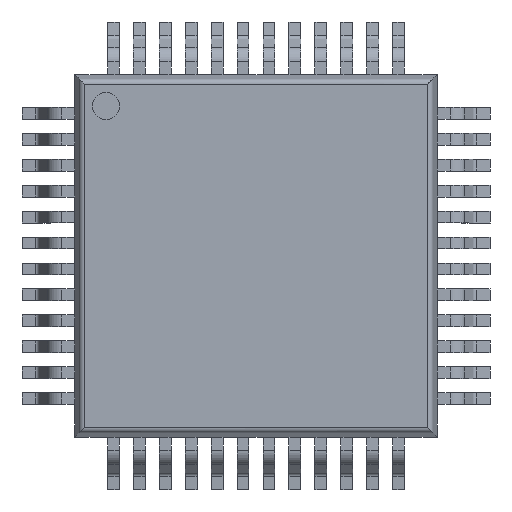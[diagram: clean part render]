
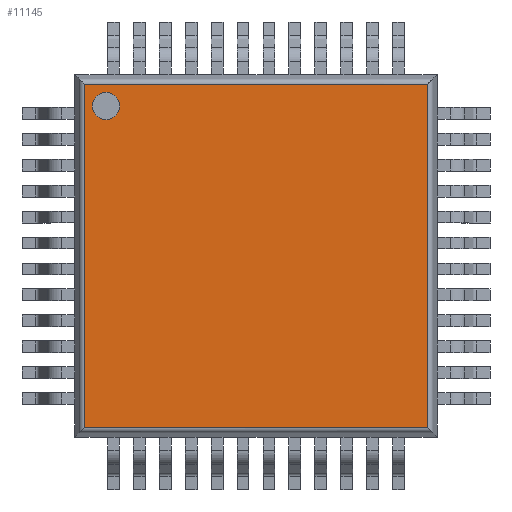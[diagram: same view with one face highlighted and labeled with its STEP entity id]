
A CAD part, top view. The second image highlights one B-rep face of the part: STEP entity #11145.
In plain terms, the highlighted planar face has unit normal (0, 0, 1).
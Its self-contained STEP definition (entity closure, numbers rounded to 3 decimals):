
#492 = CARTESIAN_POINT ( 'NONE',  ( -3.313, 3.313, 1.35 ) ) ;
#885 = VERTEX_POINT ( 'NONE', #492 ) ;
#1007 = EDGE_CURVE ( 'NONE', #2936, #6386, #22092, .T. ) ;
#1103 = AXIS2_PLACEMENT_3D ( 'NONE', #13880, #17509, #15466 ) ;
#2529 = EDGE_LOOP ( 'NONE', ( #17149, #30549 ) ) ;
#2705 = DIRECTION ( 'NONE',  ( -1., 0., 0. ) ) ;
#2936 = VERTEX_POINT ( 'NONE', #15508 ) ;
#3035 = ORIENTED_EDGE ( 'NONE', *, *, #5569, .T. ) ;
#4839 = CARTESIAN_POINT ( 'NONE',  ( 3.394, -3.313, 1.35 ) ) ;
#5479 = VECTOR ( 'NONE', #28104, 1000. ) ;
#5569 = EDGE_CURVE ( 'NONE', #27271, #885, #30643, .T. ) ;
#6115 = DIRECTION ( 'NONE',  ( 0., 0., -1. ) ) ;
#6386 = VERTEX_POINT ( 'NONE', #24094 ) ;
#6872 = CARTESIAN_POINT ( 'NONE',  ( 3.313, 3.313, 1.35 ) ) ;
#7642 = FACE_OUTER_BOUND ( 'NONE', #17870, .T. ) ;
#7954 = CARTESIAN_POINT ( 'NONE',  ( -3.313, -3.394, 1.35 ) ) ;
#8320 = ORIENTED_EDGE ( 'NONE', *, *, #17659, .T. ) ;
#8790 = EDGE_CURVE ( 'NONE', #26069, #21977, #20402, .T. ) ;
#9461 = CARTESIAN_POINT ( 'NONE',  ( 3.313, 3.394, 1.35 ) ) ;
#9738 = AXIS2_PLACEMENT_3D ( 'NONE', #15956, #20605, #24720 ) ;
#10167 = VECTOR ( 'NONE', #10542, 1000. ) ;
#10542 = DIRECTION ( 'NONE',  ( 1., 0., 0. ) ) ;
#11145 = ADVANCED_FACE ( 'NONE', ( #11309, #7642 ), #20168, .F. ) ;
#11309 = FACE_BOUND ( 'NONE', #2529, .T. ) ;
#13812 = CARTESIAN_POINT ( 'NONE',  ( 3.313, -3.313, 1.35 ) ) ;
#13880 = CARTESIAN_POINT ( 'NONE',  ( -2.894, 2.894, 1.35 ) ) ;
#15466 = DIRECTION ( 'NONE',  ( 0., -1., 0. ) ) ;
#15508 = CARTESIAN_POINT ( 'NONE',  ( -2.894, 2.63, 1.35 ) ) ;
#15553 = CIRCLE ( 'NONE', #9738, 0.264 ) ;
#15613 = CARTESIAN_POINT ( 'NONE',  ( -3.313, -3.313, 1.35 ) ) ;
#15956 = CARTESIAN_POINT ( 'NONE',  ( -2.894, 2.894, 1.35 ) ) ;
#16748 = LINE ( 'NONE', #9461, #5479 ) ;
#17105 = VECTOR ( 'NONE', #2705, 1000. ) ;
#17149 = ORIENTED_EDGE ( 'NONE', *, *, #1007, .F. ) ;
#17509 = DIRECTION ( 'NONE',  ( 0., 0., 1. ) ) ;
#17659 = EDGE_CURVE ( 'NONE', #21977, #27271, #16748, .T. ) ;
#17870 = EDGE_LOOP ( 'NONE', ( #18102, #20815, #8320, #3035 ) ) ;
#17970 = AXIS2_PLACEMENT_3D ( 'NONE', #19631, #6115, #27874 ) ;
#18102 = ORIENTED_EDGE ( 'NONE', *, *, #23976, .T. ) ;
#18345 = DIRECTION ( 'NONE',  ( 0., -1., 0. ) ) ;
#19631 = CARTESIAN_POINT ( 'NONE',  ( -3.5, 3.5, 1.35 ) ) ;
#20168 = PLANE ( 'NONE',  #17970 ) ;
#20402 = LINE ( 'NONE', #4839, #10167 ) ;
#20605 = DIRECTION ( 'NONE',  ( 0., 0., 1. ) ) ;
#20815 = ORIENTED_EDGE ( 'NONE', *, *, #8790, .T. ) ;
#20866 = CARTESIAN_POINT ( 'NONE',  ( -3.394, 3.313, 1.35 ) ) ;
#21977 = VERTEX_POINT ( 'NONE', #13812 ) ;
#22092 = CIRCLE ( 'NONE', #1103, 0.264 ) ;
#23976 = EDGE_CURVE ( 'NONE', #885, #26069, #30733, .T. ) ;
#24094 = CARTESIAN_POINT ( 'NONE',  ( -2.894, 3.157, 1.35 ) ) ;
#24720 = DIRECTION ( 'NONE',  ( 0., -1., 0. ) ) ;
#25625 = VECTOR ( 'NONE', #18345, 1000. ) ;
#26069 = VERTEX_POINT ( 'NONE', #15613 ) ;
#27271 = VERTEX_POINT ( 'NONE', #6872 ) ;
#27874 = DIRECTION ( 'NONE',  ( 0., 1., 0. ) ) ;
#28104 = DIRECTION ( 'NONE',  ( 0., 1., 0. ) ) ;
#30549 = ORIENTED_EDGE ( 'NONE', *, *, #30778, .F. ) ;
#30643 = LINE ( 'NONE', #20866, #17105 ) ;
#30733 = LINE ( 'NONE', #7954, #25625 ) ;
#30778 = EDGE_CURVE ( 'NONE', #6386, #2936, #15553, .T. ) ;
